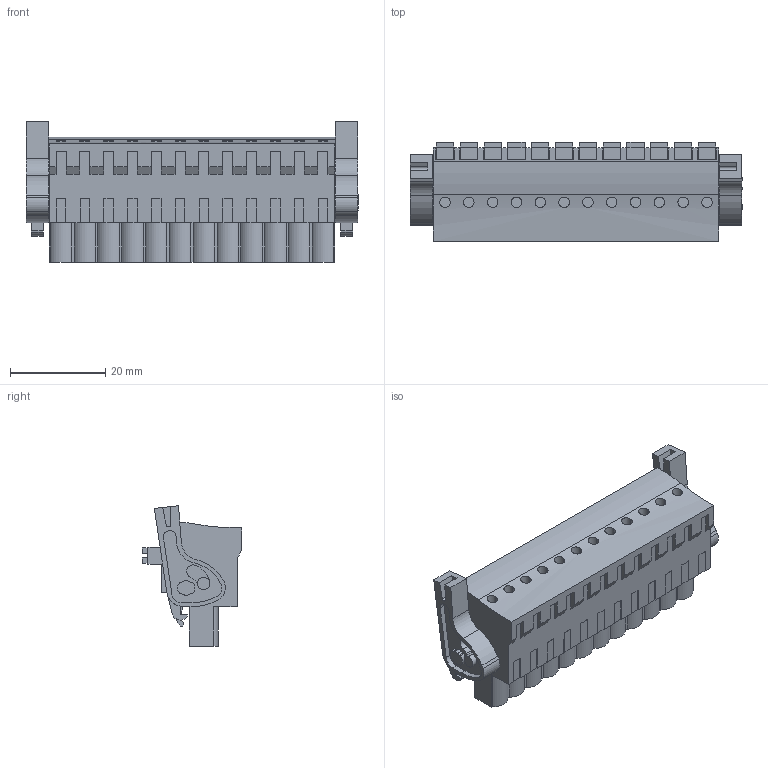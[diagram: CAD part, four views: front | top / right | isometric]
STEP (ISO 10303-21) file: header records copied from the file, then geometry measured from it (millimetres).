
FILE_DESCRIPTION(('CATIA V5 STEP Exchange','CAx-IF Rec.Pracs.--- Model Styling and Organization---1.2---2011-12-15'),'2;1');
FILE_NAME ('D1461129_0_1980970000_1980970000.stp','2017-09-23T15:52:27+00:00',('none'),('Weidmueller'),'CATIA Version 5-6 Release 2014','CATIA V5 STEP AP214','none');
FILE_SCHEMA(('AUTOMOTIVE_DESIGN { 1 0 10303 214 1 1 1 1 }'));
Length unit declared in the file: millimetre
Products named in the file (1): 1980970000
Bounding box: 69.7 x 20.79 x 29.52 mm (x, y, z)
Volume: 19249.7 mm3; surface area: 9951.6 mm2
Topology: 15 solids, 15 shells, 915 faces, 2588 edges, 1761 vertices
Faces by surface type: plane 683, cylinder 224, extrusion 8
Entity records: 27394 total; most frequent: CARTESIAN_POINT 5305, ORIENTED_EDGE 5176, DIRECTION 3503, EDGE_CURVE 2588, VECTOR 2087, LINE 2079, VERTEX_POINT 1761, EDGE_LOOP 981
